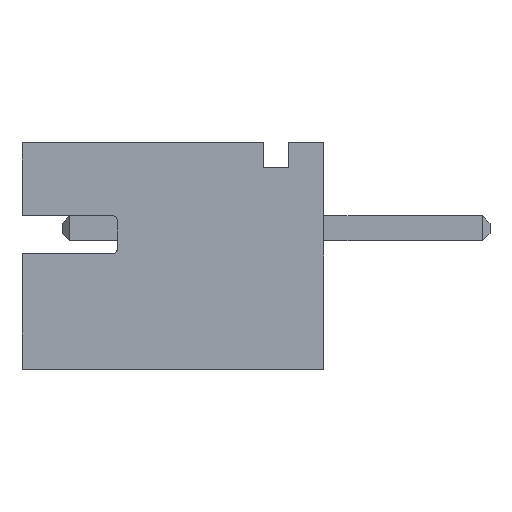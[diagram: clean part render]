
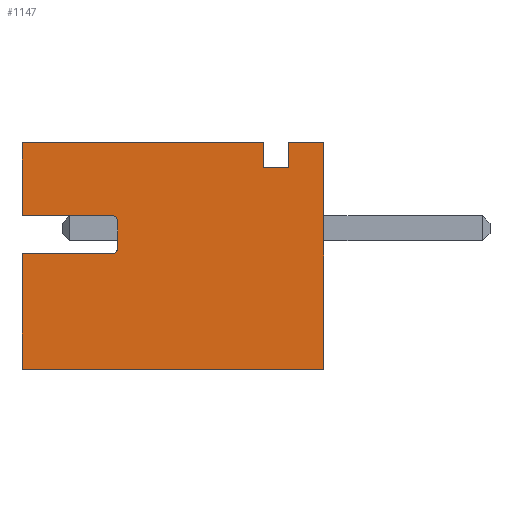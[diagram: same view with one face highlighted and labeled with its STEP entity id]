
A CAD part, left-side view. The second image highlights one B-rep face of the part: STEP entity #1147.
In plain terms, the highlighted planar face has unit normal (-1, 0, 0).
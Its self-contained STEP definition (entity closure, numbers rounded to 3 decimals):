
#11 = CARTESIAN_POINT ( 'NONE',  ( -2.95, 0., -2.25 ) ) ;
#18 = FACE_OUTER_BOUND ( 'NONE', #2732, .T. ) ;
#35 = LINE ( 'NONE', #1060, #2078 ) ;
#40 = ORIENTED_EDGE ( 'NONE', *, *, #1110, .T. ) ;
#77 = VECTOR ( 'NONE', #2600, 1000. ) ;
#103 = DIRECTION ( 'NONE',  ( 0., 0., -1. ) ) ;
#152 = AXIS2_PLACEMENT_3D ( 'NONE', #474, #1136, #942 ) ;
#228 = CARTESIAN_POINT ( 'NONE',  ( -2.95, 6., 0.05 ) ) ;
#251 = ORIENTED_EDGE ( 'NONE', *, *, #2717, .T. ) ;
#265 = CARTESIAN_POINT ( 'NONE',  ( -2.95, 6., -2.25 ) ) ;
#351 = VERTEX_POINT ( 'NONE', #3124 ) ;
#358 = VERTEX_POINT ( 'NONE', #1922 ) ;
#360 = CARTESIAN_POINT ( 'NONE',  ( -2.95, 4.2, 0.15 ) ) ;
#380 = EDGE_CURVE ( 'NONE', #351, #995, #3173, .T. ) ;
#474 = CARTESIAN_POINT ( 'NONE',  ( -2.95, 4.2, 0.7 ) ) ;
#572 = VECTOR ( 'NONE', #968, 1000. ) ;
#593 = AXIS2_PLACEMENT_3D ( 'NONE', #836, #1323, #103 ) ;
#617 = EDGE_CURVE ( 'NONE', #1238, #3038, #825, .T. ) ;
#628 = ORIENTED_EDGE ( 'NONE', *, *, #2762, .T. ) ;
#635 = EDGE_CURVE ( 'NONE', #358, #995, #1176, .T. ) ;
#698 = VECTOR ( 'NONE', #2844, 1000. ) ;
#825 = LINE ( 'NONE', #885, #1711 ) ;
#833 = VECTOR ( 'NONE', #873, 1000. ) ;
#836 = CARTESIAN_POINT ( 'NONE',  ( -2.95, 6., -2.25 ) ) ;
#873 = DIRECTION ( 'NONE',  ( 0., -1., 0. ) ) ;
#878 = LINE ( 'NONE', #2328, #698 ) ;
#885 = CARTESIAN_POINT ( 'NONE',  ( -2.95, 6., 2.25 ) ) ;
#905 = ORIENTED_EDGE ( 'NONE', *, *, #1549, .T. ) ;
#942 = DIRECTION ( 'NONE',  ( 0., 0., -1. ) ) ;
#968 = DIRECTION ( 'NONE',  ( 0., 0., 1. ) ) ;
#995 = VERTEX_POINT ( 'NONE', #1232 ) ;
#1020 = CARTESIAN_POINT ( 'NONE',  ( -2.95, 4.2, 0.05 ) ) ;
#1025 = CARTESIAN_POINT ( 'NONE',  ( -2.95, 6., -2.25 ) ) ;
#1044 = CARTESIAN_POINT ( 'NONE',  ( -2.95, 4.1, 0.15 ) ) ;
#1049 = VERTEX_POINT ( 'NONE', #1044 ) ;
#1058 = CARTESIAN_POINT ( 'NONE',  ( -2.95, 1.2, 1.75 ) ) ;
#1060 = CARTESIAN_POINT ( 'NONE',  ( -2.95, 4.1, 0.7 ) ) ;
#1077 = CARTESIAN_POINT ( 'NONE',  ( -2.95, 6., -2.25 ) ) ;
#1110 = EDGE_CURVE ( 'NONE', #2374, #1811, #1723, .T. ) ;
#1129 = CARTESIAN_POINT ( 'NONE',  ( -2.95, 6., 2.25 ) ) ;
#1136 = DIRECTION ( 'NONE',  ( 1., 0., 0. ) ) ;
#1140 = ORIENTED_EDGE ( 'NONE', *, *, #2854, .T. ) ;
#1147 = ADVANCED_FACE ( 'NONE', ( #18 ), #3040, .F. ) ;
#1149 = EDGE_CURVE ( 'NONE', #2722, #3038, #878, .T. ) ;
#1158 = VERTEX_POINT ( 'NONE', #2585 ) ;
#1168 = EDGE_CURVE ( 'NONE', #1049, #2374, #1578, .T. ) ;
#1176 = LINE ( 'NONE', #1129, #833 ) ;
#1232 = CARTESIAN_POINT ( 'NONE',  ( -2.95, 0., 2.25 ) ) ;
#1238 = VERTEX_POINT ( 'NONE', #1610 ) ;
#1244 = EDGE_CURVE ( 'NONE', #2471, #351, #2858, .T. ) ;
#1264 = VECTOR ( 'NONE', #2664, 1000. ) ;
#1303 = CARTESIAN_POINT ( 'NONE',  ( -2.95, 4.1, 0.7 ) ) ;
#1317 = DIRECTION ( 'NONE',  ( 0., -1., 0. ) ) ;
#1322 = ORIENTED_EDGE ( 'NONE', *, *, #3144, .F. ) ;
#1323 = DIRECTION ( 'NONE',  ( 1., 0., 0. ) ) ;
#1361 = CARTESIAN_POINT ( 'NONE',  ( -2.95, 6., 0.8 ) ) ;
#1509 = DIRECTION ( 'NONE',  ( 0., 1., 0. ) ) ;
#1549 = EDGE_CURVE ( 'NONE', #1158, #2722, #2781, .T. ) ;
#1556 = CIRCLE ( 'NONE', #152, 0.1 ) ;
#1563 = DIRECTION ( 'NONE',  ( 0., 0., -1. ) ) ;
#1567 = DIRECTION ( 'NONE',  ( 0., -1., 0. ) ) ;
#1578 = CIRCLE ( 'NONE', #2250, 0.1 ) ;
#1600 = ORIENTED_EDGE ( 'NONE', *, *, #1168, .T. ) ;
#1610 = CARTESIAN_POINT ( 'NONE',  ( -2.95, 6., 2.25 ) ) ;
#1711 = VECTOR ( 'NONE', #1567, 1000. ) ;
#1723 = LINE ( 'NONE', #228, #2557 ) ;
#1758 = DIRECTION ( 'NONE',  ( 0., 0., 1. ) ) ;
#1770 = ORIENTED_EDGE ( 'NONE', *, *, #380, .T. ) ;
#1807 = DIRECTION ( 'NONE',  ( 0., 0., 1. ) ) ;
#1811 = VERTEX_POINT ( 'NONE', #2291 ) ;
#1892 = CARTESIAN_POINT ( 'NONE',  ( -2.95, 4.2, 0.8 ) ) ;
#1922 = CARTESIAN_POINT ( 'NONE',  ( -2.95, 0.7, 2.25 ) ) ;
#1929 = ORIENTED_EDGE ( 'NONE', *, *, #3184, .T. ) ;
#1970 = VERTEX_POINT ( 'NONE', #2799 ) ;
#1985 = VERTEX_POINT ( 'NONE', #1303 ) ;
#2062 = VERTEX_POINT ( 'NONE', #1892 ) ;
#2078 = VECTOR ( 'NONE', #2315, 1000. ) ;
#2155 = LINE ( 'NONE', #1025, #2452 ) ;
#2210 = LINE ( 'NONE', #3188, #572 ) ;
#2250 = AXIS2_PLACEMENT_3D ( 'NONE', #360, #3097, #1563 ) ;
#2291 = CARTESIAN_POINT ( 'NONE',  ( -2.95, 6., 0.05 ) ) ;
#2315 = DIRECTION ( 'NONE',  ( 0., 0., -1. ) ) ;
#2328 = CARTESIAN_POINT ( 'NONE',  ( -2.95, 1.2, 2.25 ) ) ;
#2374 = VERTEX_POINT ( 'NONE', #1020 ) ;
#2377 = EDGE_CURVE ( 'NONE', #2471, #1811, #2155, .T. ) ;
#2385 = CARTESIAN_POINT ( 'NONE',  ( -2.95, 0.7, 2.25 ) ) ;
#2395 = CARTESIAN_POINT ( 'NONE',  ( -2.95, 1.2, 2.25 ) ) ;
#2416 = ORIENTED_EDGE ( 'NONE', *, *, #1244, .T. ) ;
#2430 = ORIENTED_EDGE ( 'NONE', *, *, #617, .F. ) ;
#2452 = VECTOR ( 'NONE', #1807, 1000. ) ;
#2471 = VERTEX_POINT ( 'NONE', #265 ) ;
#2557 = VECTOR ( 'NONE', #1509, 1000. ) ;
#2585 = CARTESIAN_POINT ( 'NONE',  ( -2.95, 0.7, 1.75 ) ) ;
#2600 = DIRECTION ( 'NONE',  ( 0., -1., 0. ) ) ;
#2664 = DIRECTION ( 'NONE',  ( 0., 1., 0. ) ) ;
#2682 = DIRECTION ( 'NONE',  ( 0., 0., -1. ) ) ;
#2717 = EDGE_CURVE ( 'NONE', #2062, #1985, #1556, .T. ) ;
#2722 = VERTEX_POINT ( 'NONE', #3130 ) ;
#2732 = EDGE_LOOP ( 'NONE', ( #1322, #1929, #251, #1140, #1600, #40, #3096, #2416, #1770, #2809, #628, #905, #3198, #2430 ) ) ;
#2753 = VECTOR ( 'NONE', #1758, 1000. ) ;
#2762 = EDGE_CURVE ( 'NONE', #358, #1158, #2879, .T. ) ;
#2781 = LINE ( 'NONE', #1058, #1264 ) ;
#2799 = CARTESIAN_POINT ( 'NONE',  ( -2.95, 6., 0.8 ) ) ;
#2809 = ORIENTED_EDGE ( 'NONE', *, *, #635, .F. ) ;
#2844 = DIRECTION ( 'NONE',  ( 0., 0., 1. ) ) ;
#2854 = EDGE_CURVE ( 'NONE', #1985, #1049, #35, .T. ) ;
#2858 = LINE ( 'NONE', #1077, #77 ) ;
#2879 = LINE ( 'NONE', #2385, #3106 ) ;
#3032 = LINE ( 'NONE', #1361, #3151 ) ;
#3038 = VERTEX_POINT ( 'NONE', #2395 ) ;
#3040 = PLANE ( 'NONE',  #593 ) ;
#3096 = ORIENTED_EDGE ( 'NONE', *, *, #2377, .F. ) ;
#3097 = DIRECTION ( 'NONE',  ( 1., 0., 0. ) ) ;
#3106 = VECTOR ( 'NONE', #2682, 1000. ) ;
#3124 = CARTESIAN_POINT ( 'NONE',  ( -2.95, 0., -2.25 ) ) ;
#3130 = CARTESIAN_POINT ( 'NONE',  ( -2.95, 1.2, 1.75 ) ) ;
#3144 = EDGE_CURVE ( 'NONE', #1970, #1238, #2210, .T. ) ;
#3151 = VECTOR ( 'NONE', #1317, 1000. ) ;
#3173 = LINE ( 'NONE', #11, #2753 ) ;
#3184 = EDGE_CURVE ( 'NONE', #1970, #2062, #3032, .T. ) ;
#3188 = CARTESIAN_POINT ( 'NONE',  ( -2.95, 6., -2.25 ) ) ;
#3198 = ORIENTED_EDGE ( 'NONE', *, *, #1149, .T. ) ;
